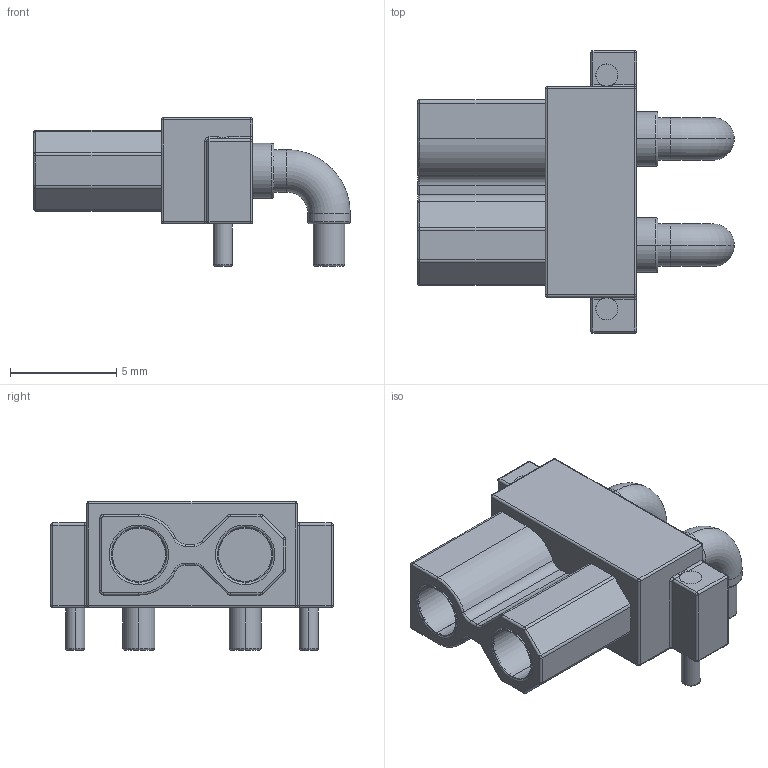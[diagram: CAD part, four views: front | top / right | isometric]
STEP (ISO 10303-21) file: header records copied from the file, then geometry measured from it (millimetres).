
FILE_DESCRIPTION (( 'STEP AP214' ), '1' );
FILE_NAME ('41DB6F65-49EA-4AF6-82DE-E0DE045BF29A.STEP', '2024-08-24T10:29:44', ( '' ), ( '' ), 'SwSTEP 2.0', 'SolidWorks 2022', '' );
FILE_SCHEMA (( 'AUTOMOTIVE_DESIGN' ));
Length unit declared in the file: millimetre
Products named in the file (1): 41DB6F65-49EA-4AF6-82DE-E0DE045BF29A
Bounding box: 14.9 x 13.3 x 7 mm (x, y, z)
Volume: 394.1 mm3; surface area: 835.2 mm2
Topology: 1 solids, 1 shells, 207 faces, 460 edges, 260 vertices
Faces by surface type: cylinder 102, plane 45, torus 44, sphere 14, bspline 2
Entity records: 7809 total; most frequent: DIRECTION 1130, CARTESIAN_POINT 982, ORIENTED_EDGE 892, AXIS2_PLACEMENT_3D 480, EDGE_CURVE 446, CIRCLE 274, VERTEX_POINT 260, EDGE_LOOP 226
